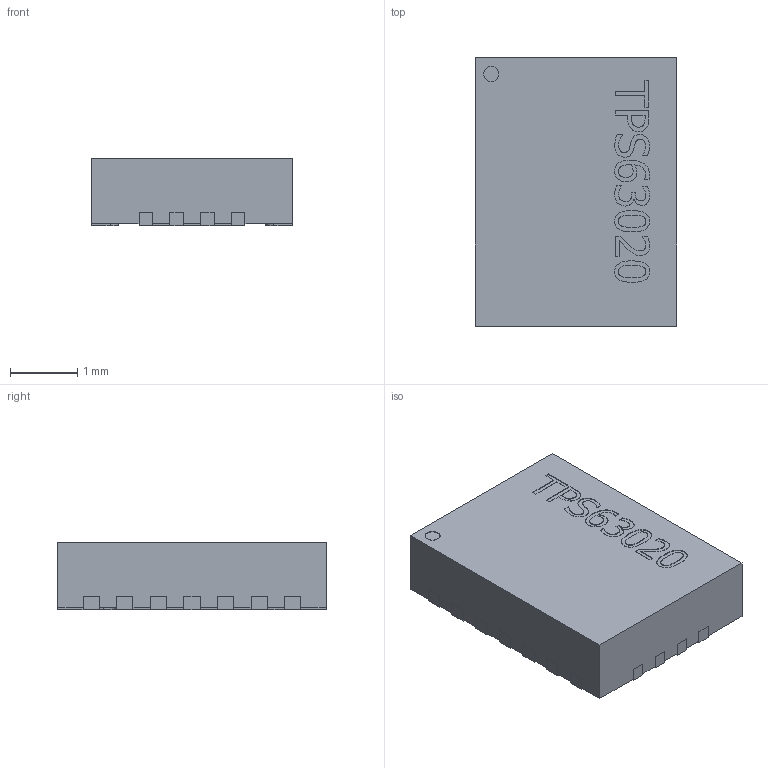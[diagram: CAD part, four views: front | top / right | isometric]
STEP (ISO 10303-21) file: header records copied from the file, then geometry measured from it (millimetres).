
FILE_DESCRIPTION(/* description */ (''),/* implementation_level */ '2;1');
FILE_NAME(/* name */ 'Texas_S-PWSON-N14_ThermalVias.stp',/* time_stamp */ '2020-07-16T11:19:53+02:00',/* author */ ('franc'),/* organization */ (''),/* preprocessor_version */ 'ST-DEVELOPER v18',/* originating_system */ 'Autodesk Inventor 2020',/* authorisation */ '');
FILE_SCHEMA (('AUTOMOTIVE_DESIGN { 1 0 10303 214 3 1 1 }'));
Length unit declared in the file: millimetre
Products named in the file (3): Texas_S-PWSON-N14_ThermalVias; FRAME; MOLD
Assembly tree (2 placements, depth 2):
  Texas_S-PWSON-N14_ThermalVias
    FRAME
    MOLD
Bounding box: 3 x 4 x 1 mm (x, y, z)
Volume: 11.9 mm3; surface area: 62.4 mm2
Topology: 16 solids, 16 shells, 355 faces, 932 edges, 622 vertices
Faces by surface type: plane 227, bspline 97, cylinder 31
Full cylindrical faces by diameter (mm): 0.226 x1
Entity records: 11649 total; most frequent: CARTESIAN_POINT 3175, ORIENTED_EDGE 1864, DIRECTION 1328, EDGE_CURVE 932, LINE 674, VECTOR 674, VERTEX_POINT 622, EDGE_LOOP 368
